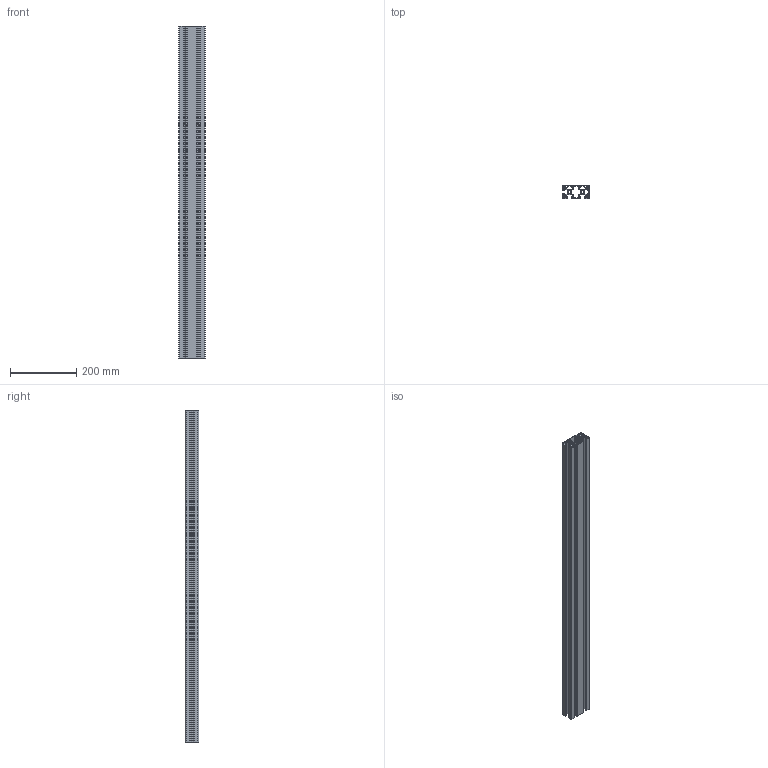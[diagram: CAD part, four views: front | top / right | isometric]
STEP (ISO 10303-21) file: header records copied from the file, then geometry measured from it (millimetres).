
FILE_DESCRIPTION (( 'STEP AP203' ), '1' );
FILE_NAME ('SÝGMA PROFÝL KAPALI 4080 K10.STEP', '2017-06-09T13:52:43', ( '' ), ( '' ), 'SwSTEP 2.0', 'SolidWorks 2016', '' );
FILE_SCHEMA (( 'CONFIG_CONTROL_DESIGN' ));
Length unit declared in the file: millimetre
Products named in the file (1): SÝGMA PROFÝL KAPALI 4080 K10
Bounding box: 80 x 40 x 1000 mm (x, y, z)
Volume: 768543 mm3; surface area: 957508.2 mm2
Topology: 1 solids, 1 shells, 421 faces, 1257 edges, 838 vertices
Faces by surface type: cylinder 240, plane 181
Entity records: 14448 total; most frequent: DIRECTION 2581, CARTESIAN_POINT 2517, ORIENTED_EDGE 2514, EDGE_CURVE 1257, AXIS2_PLACEMENT_3D 902, VERTEX_POINT 838, LINE 777, VECTOR 777
